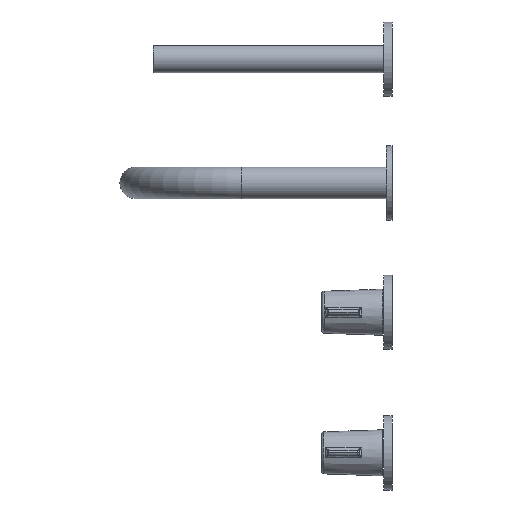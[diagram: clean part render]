
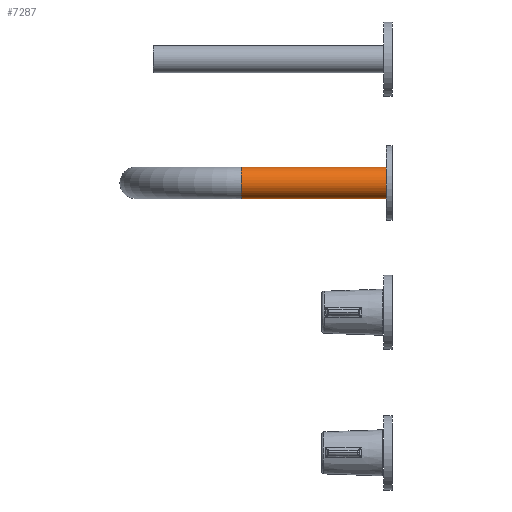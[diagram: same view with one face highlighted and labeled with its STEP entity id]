
A CAD part, left-side view. The second image highlights one B-rep face of the part: STEP entity #7287.
In plain terms, the highlighted cylindrical face has radius 14 mm (diameter 28 mm), a full revolution.
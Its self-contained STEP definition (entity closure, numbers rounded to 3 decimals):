
#260 = VERTEX_POINT ( 'NONE', #18279 ) ;
#911 = DIRECTION ( 'NONE',  ( 0., -1., 0. ) ) ;
#2809 = CARTESIAN_POINT ( 'NONE',  ( 0., 218.764, 240. ) ) ;
#6729 = DIRECTION ( 'NONE',  ( 0., 0., -1. ) ) ;
#7266 = CIRCLE ( 'NONE', #34451, 14. ) ;
#7287 = ADVANCED_FACE ( 'NONE', ( #25200, #36155 ), #32744, .T. ) ;
#9408 = ORIENTED_EDGE ( 'NONE', *, *, #26545, .F. ) ;
#15181 = ORIENTED_EDGE ( 'NONE', *, *, #44393, .F. ) ;
#15294 = DIRECTION ( 'NONE',  ( 1., 0., 0. ) ) ;
#15326 = AXIS2_PLACEMENT_3D ( 'NONE', #17497, #24786, #28689 ) ;
#17497 = CARTESIAN_POINT ( 'NONE',  ( 0., 218.764, 240. ) ) ;
#18279 = CARTESIAN_POINT ( 'NONE',  ( 14., 84.764, 240. ) ) ;
#22008 = CARTESIAN_POINT ( 'NONE',  ( 0., 218.764, 254. ) ) ;
#24786 = DIRECTION ( 'NONE',  ( 0., 1., 0. ) ) ;
#25200 = FACE_OUTER_BOUND ( 'NONE', #31973, .T. ) ;
#26545 = EDGE_CURVE ( 'NONE', #32966, #32966, #36280, .T. ) ;
#28689 = DIRECTION ( 'NONE',  ( 0., 0., 1. ) ) ;
#28848 = DIRECTION ( 'NONE',  ( 0., -1., 0. ) ) ;
#31973 = EDGE_LOOP ( 'NONE', ( #9408 ) ) ;
#32744 = CYLINDRICAL_SURFACE ( 'NONE', #39532, 14. ) ;
#32966 = VERTEX_POINT ( 'NONE', #22008 ) ;
#34451 = AXIS2_PLACEMENT_3D ( 'NONE', #41294, #911, #15294 ) ;
#36155 = FACE_OUTER_BOUND ( 'NONE', #44038, .T. ) ;
#36280 = CIRCLE ( 'NONE', #15326, 14. ) ;
#39532 = AXIS2_PLACEMENT_3D ( 'NONE', #2809, #28848, #6729 ) ;
#41294 = CARTESIAN_POINT ( 'NONE',  ( 0., 84.764, 240. ) ) ;
#44038 = EDGE_LOOP ( 'NONE', ( #15181 ) ) ;
#44393 = EDGE_CURVE ( 'NONE', #260, #260, #7266, .T. ) ;
